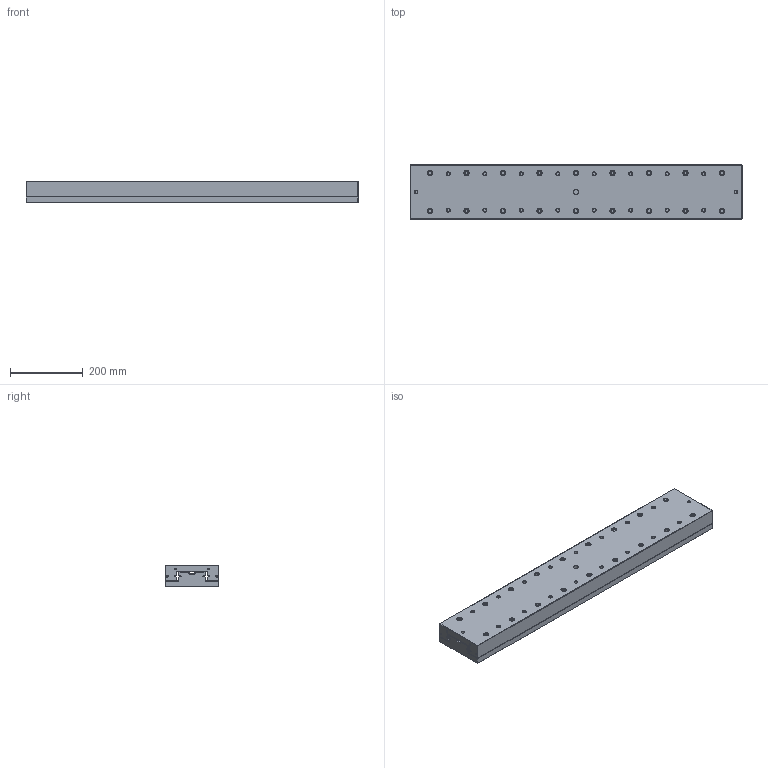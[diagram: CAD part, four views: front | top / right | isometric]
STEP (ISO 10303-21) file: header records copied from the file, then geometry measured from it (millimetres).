
FILE_DESCRIPTION(/* description */ (''),/* implementation_level */ '2;1');
FILE_NAME(/* name */ 'RT-9900_A.stp',/* time_stamp */ '2012-06-06T13:38:19+02:00',/* author */ (''),/* organization */ (''),/* preprocessor_version */ 'ST-DEVELOPER v11',/* originating_system */ 'SIEMENS PLM Software NX 7.5',/* authorisation */ '');
FILE_SCHEMA (('AUTOMOTIVE_DESIGN { 1 0 10303 214 1 1 1 1 }'));
Length unit declared in the file: millimetre
Products named in the file (1): 015415_A
Bounding box: 910 x 148 x 60 mm (x, y, z)
Volume: 7608240.2 mm3; surface area: 831419.3 mm2
Topology: 2 solids, 2 shells, 955 faces, 2145 edges, 1364 vertices
Faces by surface type: plane 646, cone 149, cylinder 134, extrusion 26
Full cylindrical faces by diameter (mm): 4 x8, 8 x27, 9 x12, 13 x36, 14 x45
Entity records: 25539 total; most frequent: CARTESIAN_POINT 5414, DIRECTION 3936, ORIENTED_EDGE 3674, EDGE_CURVE 1837, EDGE_LOOP 1420, AXIS2_PLACEMENT_3D 1339, VERTEX_POINT 1337, VECTOR 1258
